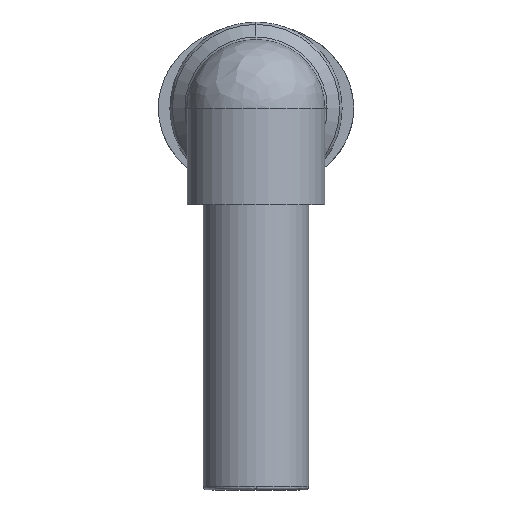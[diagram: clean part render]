
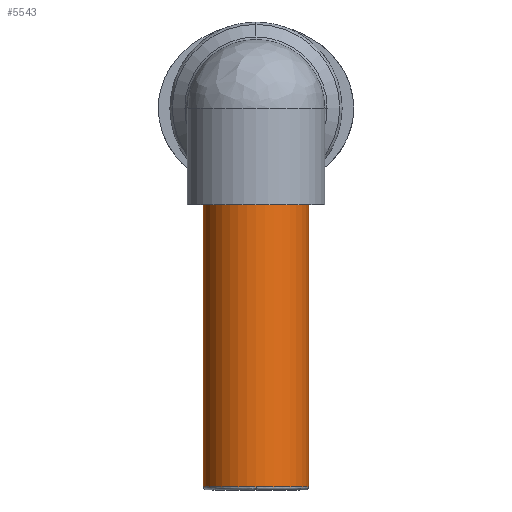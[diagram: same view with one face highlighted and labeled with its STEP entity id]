
A CAD part, left-side view. The second image highlights one B-rep face of the part: STEP entity #5543.
In plain terms, the highlighted cylindrical face has radius 5 mm (diameter 10 mm), a partial arc.
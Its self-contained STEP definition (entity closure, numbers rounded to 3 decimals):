
#17 = CARTESIAN_POINT ( 'NONE',  ( -9.233, 5., -22.65 ) ) ;
#180 = CARTESIAN_POINT ( 'NONE',  ( -9.233, 5., -35.85 ) ) ;
#2987 = VECTOR ( 'NONE', #4452, 1000. ) ;
#3118 = ORIENTED_EDGE ( 'NONE', *, *, #5866, .T. ) ;
#3253 = CIRCLE ( 'NONE', #11790, 5. ) ;
#4095 = DIRECTION ( 'NONE',  ( 0., 0., -1. ) ) ;
#4194 = EDGE_CURVE ( 'NONE', #6209, #12250, #11243, .T. ) ;
#4217 = CARTESIAN_POINT ( 'NONE',  ( -9.233, -5., -9.15 ) ) ;
#4284 = DIRECTION ( 'NONE',  ( 0., 0., 1. ) ) ;
#4452 = DIRECTION ( 'NONE',  ( 0., 0., 1. ) ) ;
#4612 = CARTESIAN_POINT ( 'NONE',  ( -14.233, 0., -35.85 ) ) ;
#5172 = CYLINDRICAL_SURFACE ( 'NONE', #7937, 5. ) ;
#5433 = DIRECTION ( 'NONE',  ( 0., 0., -1. ) ) ;
#5523 = CIRCLE ( 'NONE', #13104, 5. ) ;
#5543 = ADVANCED_FACE ( 'NONE', ( #13266 ), #5172, .T. ) ;
#5701 = EDGE_CURVE ( 'NONE', #12250, #10965, #5523, .T. ) ;
#5793 = LINE ( 'NONE', #17, #9036 ) ;
#5866 = EDGE_CURVE ( 'NONE', #6209, #12105, #6054, .T. ) ;
#6054 = LINE ( 'NONE', #12631, #2987 ) ;
#6209 = VERTEX_POINT ( 'NONE', #9650 ) ;
#6701 = ORIENTED_EDGE ( 'NONE', *, *, #8630, .T. ) ;
#6781 = DIRECTION ( 'NONE',  ( 0., -1., 0. ) ) ;
#7688 = CARTESIAN_POINT ( 'NONE',  ( -9.233, 0., -35.85 ) ) ;
#7786 = DIRECTION ( 'NONE',  ( 0., 0., -1. ) ) ;
#7937 = AXIS2_PLACEMENT_3D ( 'NONE', #9957, #4284, #6781 ) ;
#8630 = EDGE_CURVE ( 'NONE', #12105, #11171, #3253, .T. ) ;
#8717 = DIRECTION ( 'NONE',  ( 1., 0., 0. ) ) ;
#8865 = CARTESIAN_POINT ( 'NONE',  ( -9.233, 0., -35.85 ) ) ;
#8931 = DIRECTION ( 'NONE',  ( 1., 0., 0. ) ) ;
#8967 = ORIENTED_EDGE ( 'NONE', *, *, #5701, .F. ) ;
#9036 = VECTOR ( 'NONE', #10157, 1000. ) ;
#9650 = CARTESIAN_POINT ( 'NONE',  ( -9.233, -5., -35.85 ) ) ;
#9957 = CARTESIAN_POINT ( 'NONE',  ( -9.233, 0., -22.65 ) ) ;
#10157 = DIRECTION ( 'NONE',  ( 0., 0., 1. ) ) ;
#10213 = ORIENTED_EDGE ( 'NONE', *, *, #11545, .F. ) ;
#10722 = CARTESIAN_POINT ( 'NONE',  ( -9.233, 5., -9.15 ) ) ;
#10965 = VERTEX_POINT ( 'NONE', #180 ) ;
#11171 = VERTEX_POINT ( 'NONE', #10722 ) ;
#11243 = CIRCLE ( 'NONE', #13290, 5. ) ;
#11545 = EDGE_CURVE ( 'NONE', #10965, #11171, #5793, .T. ) ;
#11790 = AXIS2_PLACEMENT_3D ( 'NONE', #14338, #4095, #12146 ) ;
#12105 = VERTEX_POINT ( 'NONE', #4217 ) ;
#12146 = DIRECTION ( 'NONE',  ( 0., -1., 0. ) ) ;
#12250 = VERTEX_POINT ( 'NONE', #4612 ) ;
#12631 = CARTESIAN_POINT ( 'NONE',  ( -9.233, -5., -22.65 ) ) ;
#13070 = ORIENTED_EDGE ( 'NONE', *, *, #4194, .F. ) ;
#13104 = AXIS2_PLACEMENT_3D ( 'NONE', #7688, #7786, #8931 ) ;
#13266 = FACE_OUTER_BOUND ( 'NONE', #13756, .T. ) ;
#13290 = AXIS2_PLACEMENT_3D ( 'NONE', #8865, #5433, #8717 ) ;
#13756 = EDGE_LOOP ( 'NONE', ( #10213, #8967, #13070, #3118, #6701 ) ) ;
#14338 = CARTESIAN_POINT ( 'NONE',  ( -9.233, 0., -9.15 ) ) ;
